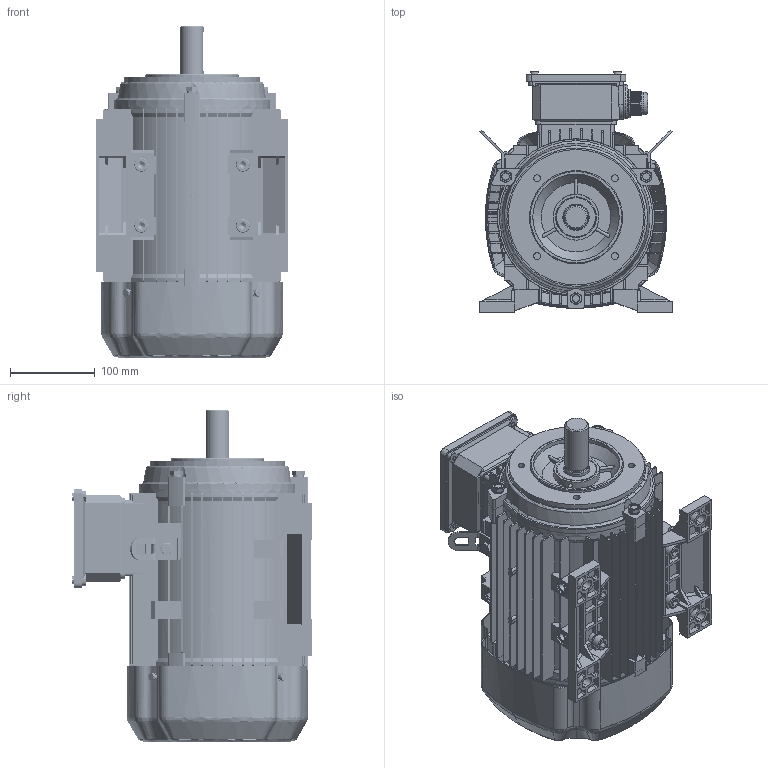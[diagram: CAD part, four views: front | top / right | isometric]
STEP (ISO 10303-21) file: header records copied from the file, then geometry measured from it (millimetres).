
FILE_DESCRIPTION(/* description */ (''),/* implementation_level */ '2;1');
FILE_NAME(/* name */ 'JL3-112-B34A.step',/* time_stamp */ '2021-09-19T15:52:33+08:00',/* author */ (''),/* organization */ (''),/* preprocessor_version */ 'ST-DEVELOPER v16',/* originating_system */ 'SIEMENS PLM Software NX 10.0',/* authorisation */ '');
FILE_SCHEMA (('AUTOMOTIVE_DESIGN { 1 0 10303 214 3 1 1 1 }'));
Products named in the file (1): JL3-112-B3_step
Bounding box: 227.33 x 284 x 392 mm (x, y, z)
Volume: 2235099.9 mm3; surface area: 1247312.3 mm2
Topology: 62 solids, 62 shells, 4735 faces, 13176 edges, 8728 vertices
Faces by surface type: plane 2583, cylinder 1583, bspline 220, cone 180, torus 169
Full cylindrical faces by diameter (mm): 2 x4, 4.2 x4, 4.48 x9, 4.8 x10, 5 x30, 5.3 x5, 5.8 x14, 6 x1, 7.188 x6, 8 x19, 8.58 x2, 9.1 x6, 10 x31, 10.715 x4, 11 x6, 12 x16, 13 x4, 14.785 x2, 16 x8, 17 x4, 17.188 x1, 17.785 x4, 18 x16, 20.312 x2, 23.438 x4, 24.2 x2, 24.219 x6, 25 x12, 25.781 x6, 26 x1
Entity records: 208537 total; most frequent: CARTESIAN_POINT 79515, ORIENTED_EDGE 24916, DIRECTION 23036, EDGE_CURVE 12458, VERTEX_POINT 8449, AXIS2_PLACEMENT_3D 7953, LINE 7130, VECTOR 7130
